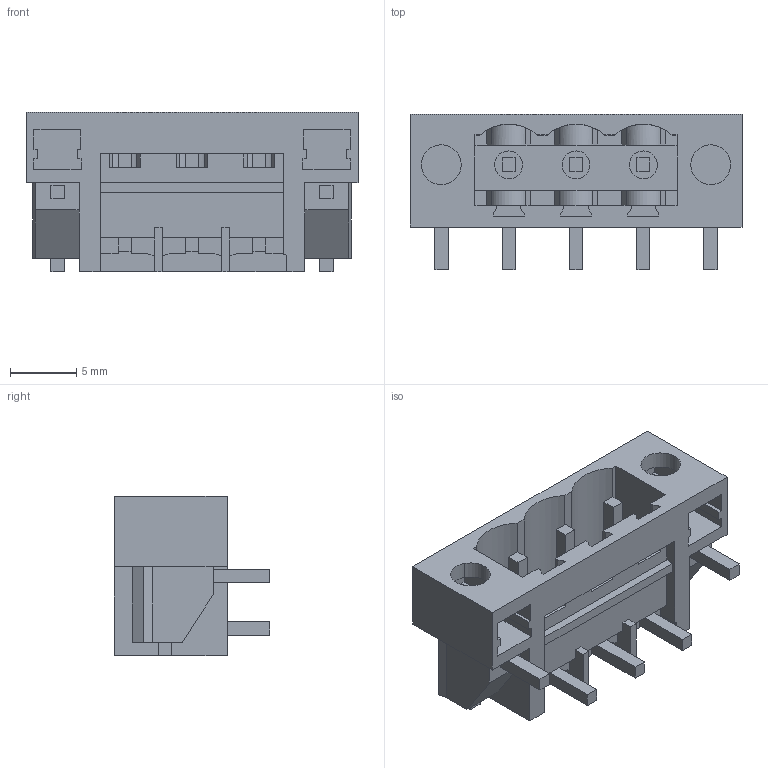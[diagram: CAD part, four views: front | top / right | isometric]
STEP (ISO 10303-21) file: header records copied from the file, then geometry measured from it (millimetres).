
FILE_DESCRIPTION(('CATIA V5 STEP Exchange','CAx-IF Rec.Pracs.--- Model Styling and Organization---1.2---2011-12-15'),'2;1');
FILE_NAME ('D1458212_0_1876720000_1876720000.stp','2017-07-10T13:40:14+00:00',('none'),('Weidmueller'),'CATIA Version 5-6 Release 2014','CATIA V5 STEP AP214','none');
FILE_SCHEMA(('AUTOMOTIVE_DESIGN { 1 0 10303 214 1 1 1 1 }'));
Length unit declared in the file: millimetre
Products named in the file (1): 1876720000
Bounding box: 25.04 x 11.7 x 12 mm (x, y, z)
Volume: 1121.5 mm3; surface area: 2434.9 mm2
Topology: 6 solids, 6 shells, 259 faces, 759 edges, 508 vertices
Faces by surface type: plane 228, cylinder 31
Entity records: 8148 total; most frequent: ORIENTED_EDGE 1518, CARTESIAN_POINT 1504, DIRECTION 1120, EDGE_CURVE 759, VECTOR 675, LINE 675, VERTEX_POINT 508, EDGE_LOOP 275
